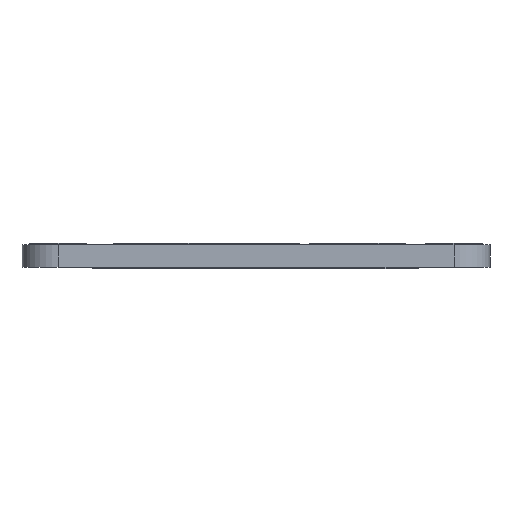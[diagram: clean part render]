
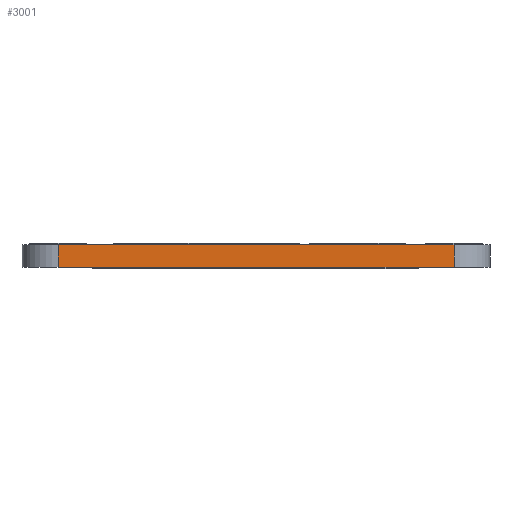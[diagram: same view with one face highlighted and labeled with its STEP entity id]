
A CAD part, left-side view. The second image highlights one B-rep face of the part: STEP entity #3001.
In plain terms, the highlighted planar face has unit normal (-1, 0, 0).
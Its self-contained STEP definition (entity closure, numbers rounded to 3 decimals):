
#309=PLANE('',#3485);
#470=FACE_OUTER_BOUND('',#632,.T.);
#632=EDGE_LOOP('',(#2300,#2301,#2302,#2303));
#888=LINE('',#4866,#1168);
#889=LINE('',#4869,#1169);
#890=LINE('',#4871,#1170);
#891=LINE('',#4872,#1171);
#1168=VECTOR('',#4001,10.);
#1169=VECTOR('',#4004,10.);
#1170=VECTOR('',#4005,10.);
#1171=VECTOR('',#4006,10.);
#1580=VERTEX_POINT('',#4862);
#1581=VERTEX_POINT('',#4864);
#1582=VERTEX_POINT('',#4868);
#1583=VERTEX_POINT('',#4870);
#1878=EDGE_CURVE('',#1580,#1581,#888,.T.);
#1879=EDGE_CURVE('',#1582,#1580,#889,.T.);
#1880=EDGE_CURVE('',#1583,#1581,#890,.T.);
#1881=EDGE_CURVE('',#1582,#1583,#891,.T.);
#2300=ORIENTED_EDGE('',*,*,#1879,.T.);
#2301=ORIENTED_EDGE('',*,*,#1878,.T.);
#2302=ORIENTED_EDGE('',*,*,#1880,.F.);
#2303=ORIENTED_EDGE('',*,*,#1881,.F.);
#3001=ADVANCED_FACE('',(#470),#309,.T.);
#3485=AXIS2_PLACEMENT_3D('',#4867,#4002,#4003);
#4001=DIRECTION('',(0.,0.,1.));
#4002=DIRECTION('center_axis',(-1.,0.,0.));
#4003=DIRECTION('ref_axis',(0.,-1.,0.));
#4004=DIRECTION('',(0.,-1.,0.));
#4005=DIRECTION('',(0.,-1.,0.));
#4006=DIRECTION('',(0.,0.,1.));
#4862=CARTESIAN_POINT('',(0.,2.54,0.));
#4864=CARTESIAN_POINT('',(0.,2.54,1.57));
#4866=CARTESIAN_POINT('',(0.,2.54,0.));
#4867=CARTESIAN_POINT('Origin',(0.,30.48,0.));
#4868=CARTESIAN_POINT('',(0.,30.48,0.));
#4869=CARTESIAN_POINT('',(0.,30.48,0.));
#4870=CARTESIAN_POINT('',(0.,30.48,1.57));
#4871=CARTESIAN_POINT('',(0.,30.48,1.57));
#4872=CARTESIAN_POINT('',(0.,30.48,0.));
